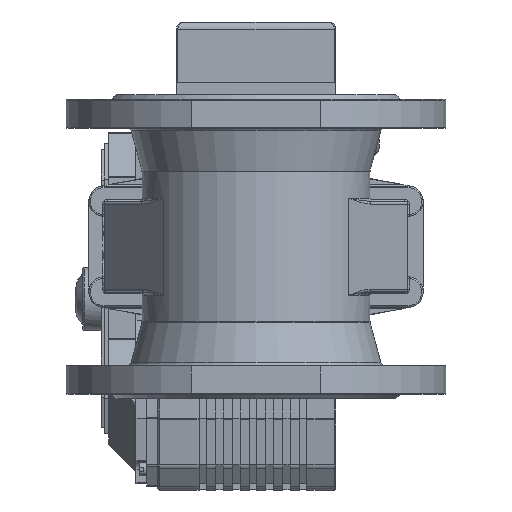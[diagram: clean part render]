
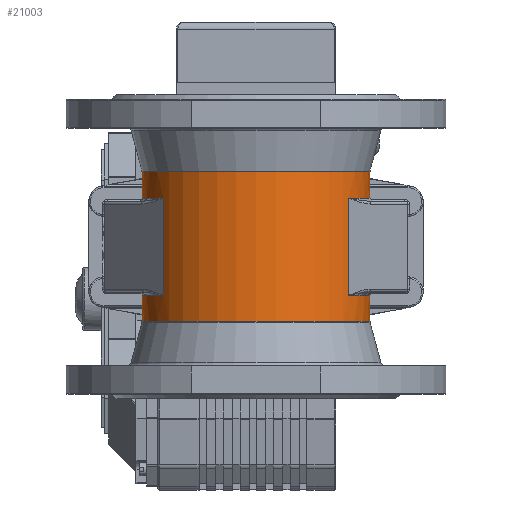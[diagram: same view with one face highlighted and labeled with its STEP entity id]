
A CAD part, front view. The second image highlights one B-rep face of the part: STEP entity #21003.
In plain terms, the highlighted cylindrical face has radius 75 mm (diameter 150 mm), a full revolution.
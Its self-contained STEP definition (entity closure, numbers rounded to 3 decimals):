
#1397=CIRCLE('',#22575,75.);
#1398=CIRCLE('',#22576,75.);
#1402=CIRCLE('',#22584,75.);
#1408=CIRCLE('',#22598,75.);
#1428=CIRCLE('',#22626,75.);
#1429=CIRCLE('',#22627,75.);
#1440=CIRCLE('',#22657,75.);
#1441=CIRCLE('',#22658,75.);
#1447=CIRCLE('',#22673,75.);
#1452=CIRCLE('',#22684,75.);
#1461=CIRCLE('',#22700,75.);
#1462=CIRCLE('',#22701,75.);
#2425=FACE_OUTER_BOUND('',#3668,.T.);
#3668=EDGE_LOOP('',(#14697,#14698,#14699,#14700,#14701,#14702,#14703,#14704,
#14705,#14706,#14707,#14708,#14709,#14710,#14711,#14712,#14713,#14714,#14715,
#14716,#14717,#14718));
#4888=LINE('',#33367,#6646);
#4890=LINE('',#33575,#6648);
#4915=LINE('',#33834,#6673);
#4919=LINE('',#33863,#6677);
#4923=LINE('',#34072,#6681);
#4927=LINE('',#34190,#6685);
#4928=LINE('',#34191,#6686);
#4929=LINE('',#34192,#6687);
#6646=VECTOR('',#25446,10.);
#6648=VECTOR('',#25468,10.);
#6673=VECTOR('',#25619,10.);
#6677=VECTOR('',#25645,10.);
#6681=VECTOR('',#25681,10.);
#6685=VECTOR('',#25729,75.);
#6686=VECTOR('',#25730,75.);
#6687=VECTOR('',#25731,10.);
#8708=VERTEX_POINT('',#33338);
#8709=VERTEX_POINT('',#33358);
#8710=VERTEX_POINT('',#33360);
#8711=VERTEX_POINT('',#33366);
#8713=VERTEX_POINT('',#33448);
#8717=VERTEX_POINT('',#33574);
#8720=VERTEX_POINT('',#33588);
#8737=VERTEX_POINT('',#33720);
#8738=VERTEX_POINT('',#33722);
#8748=VERTEX_POINT('',#33813);
#8750=VERTEX_POINT('',#33838);
#8751=VERTEX_POINT('',#33840);
#8754=VERTEX_POINT('',#33854);
#8760=VERTEX_POINT('',#33947);
#8761=VERTEX_POINT('',#34070);
#8762=VERTEX_POINT('',#34076);
#8768=VERTEX_POINT('',#34184);
#8769=VERTEX_POINT('',#34186);
#10854=EDGE_CURVE('',#8709,#8708,#1397,.T.);
#10855=EDGE_CURVE('',#8710,#8709,#1398,.T.);
#10858=EDGE_CURVE('',#8711,#8710,#4888,.T.);
#10863=EDGE_CURVE('',#8713,#8711,#1402,.T.);
#10871=EDGE_CURVE('',#8717,#8713,#4890,.T.);
#10878=EDGE_CURVE('',#8720,#8717,#1408,.T.);
#10904=EDGE_CURVE('',#8738,#8737,#1428,.T.);
#10905=EDGE_CURVE('',#8737,#8738,#1429,.T.);
#10933=EDGE_CURVE('',#8748,#8708,#4915,.T.);
#10936=EDGE_CURVE('',#8750,#8751,#1440,.T.);
#10937=EDGE_CURVE('',#8751,#8748,#1441,.T.);
#10944=EDGE_CURVE('',#8754,#8750,#4919,.T.);
#10955=EDGE_CURVE('',#8760,#8754,#1447,.T.);
#10961=EDGE_CURVE('',#8761,#8760,#4923,.T.);
#10964=EDGE_CURVE('',#8762,#8761,#1452,.T.);
#10977=EDGE_CURVE('',#8768,#8769,#1461,.T.);
#10978=EDGE_CURVE('',#8769,#8768,#1462,.T.);
#10979=EDGE_CURVE('',#8738,#8709,#4927,.T.);
#10980=EDGE_CURVE('',#8751,#8769,#4928,.T.);
#10981=EDGE_CURVE('',#8762,#8720,#4929,.T.);
#14697=ORIENTED_EDGE('',*,*,#10904,.T.);
#14698=ORIENTED_EDGE('',*,*,#10905,.T.);
#14699=ORIENTED_EDGE('',*,*,#10979,.T.);
#14700=ORIENTED_EDGE('',*,*,#10854,.T.);
#14701=ORIENTED_EDGE('',*,*,#10933,.F.);
#14702=ORIENTED_EDGE('',*,*,#10937,.F.);
#14703=ORIENTED_EDGE('',*,*,#10980,.T.);
#14704=ORIENTED_EDGE('',*,*,#10977,.F.);
#14705=ORIENTED_EDGE('',*,*,#10978,.F.);
#14706=ORIENTED_EDGE('',*,*,#10980,.F.);
#14707=ORIENTED_EDGE('',*,*,#10936,.F.);
#14708=ORIENTED_EDGE('',*,*,#10944,.F.);
#14709=ORIENTED_EDGE('',*,*,#10955,.F.);
#14710=ORIENTED_EDGE('',*,*,#10961,.F.);
#14711=ORIENTED_EDGE('',*,*,#10964,.F.);
#14712=ORIENTED_EDGE('',*,*,#10981,.T.);
#14713=ORIENTED_EDGE('',*,*,#10878,.T.);
#14714=ORIENTED_EDGE('',*,*,#10871,.T.);
#14715=ORIENTED_EDGE('',*,*,#10863,.T.);
#14716=ORIENTED_EDGE('',*,*,#10858,.T.);
#14717=ORIENTED_EDGE('',*,*,#10855,.T.);
#14718=ORIENTED_EDGE('',*,*,#10979,.F.);
#19314=CYLINDRICAL_SURFACE('',#22702,75.);
#21003=ADVANCED_FACE('',(#2425),#19314,.T.);
#22575=AXIS2_PLACEMENT_3D('',#33359,#25434,#25435);
#22576=AXIS2_PLACEMENT_3D('',#33361,#25436,#25437);
#22584=AXIS2_PLACEMENT_3D('',#33449,#25453,#25454);
#22598=AXIS2_PLACEMENT_3D('',#33589,#25486,#25487);
#22626=AXIS2_PLACEMENT_3D('',#33723,#25546,#25547);
#22627=AXIS2_PLACEMENT_3D('',#33724,#25548,#25549);
#22657=AXIS2_PLACEMENT_3D('',#33841,#25626,#25627);
#22658=AXIS2_PLACEMENT_3D('',#33842,#25628,#25629);
#22673=AXIS2_PLACEMENT_3D('',#33956,#25664,#25665);
#22684=AXIS2_PLACEMENT_3D('',#34089,#25688,#25689);
#22700=AXIS2_PLACEMENT_3D('',#34187,#25723,#25724);
#22701=AXIS2_PLACEMENT_3D('',#34188,#25725,#25726);
#22702=AXIS2_PLACEMENT_3D('',#34189,#25727,#25728);
#25434=DIRECTION('center_axis',(0.,0.,-1.));
#25435=DIRECTION('ref_axis',(0.954,0.301,0.));
#25436=DIRECTION('center_axis',(0.,0.,-1.));
#25437=DIRECTION('ref_axis',(0.954,0.301,0.));
#25446=DIRECTION('',(0.,0.,1.));
#25453=DIRECTION('center_axis',(0.,0.,-1.));
#25454=DIRECTION('ref_axis',(0.,1.,0.));
#25468=DIRECTION('',(0.,0.,-1.));
#25486=DIRECTION('center_axis',(0.,0.,-1.));
#25487=DIRECTION('ref_axis',(-0.954,0.301,0.));
#25546=DIRECTION('center_axis',(0.,0.,1.));
#25547=DIRECTION('ref_axis',(1.,0.,0.));
#25548=DIRECTION('center_axis',(0.,0.,1.));
#25549=DIRECTION('ref_axis',(1.,0.,0.));
#25619=DIRECTION('',(0.,0.,-1.));
#25626=DIRECTION('center_axis',(0.,0.,-1.));
#25627=DIRECTION('ref_axis',(0.954,0.301,0.));
#25628=DIRECTION('center_axis',(0.,0.,-1.));
#25629=DIRECTION('ref_axis',(0.954,0.301,0.));
#25645=DIRECTION('',(0.,0.,-1.));
#25664=DIRECTION('center_axis',(0.,0.,-1.));
#25665=DIRECTION('ref_axis',(0.,1.,0.));
#25681=DIRECTION('',(0.,0.,1.));
#25688=DIRECTION('center_axis',(0.,0.,-1.));
#25689=DIRECTION('ref_axis',(-0.954,0.301,0.));
#25723=DIRECTION('center_axis',(0.,0.,1.));
#25724=DIRECTION('ref_axis',(1.,0.,0.));
#25725=DIRECTION('center_axis',(0.,0.,1.));
#25726=DIRECTION('ref_axis',(1.,0.,0.));
#25727=DIRECTION('center_axis',(0.,0.,-1.));
#25728=DIRECTION('ref_axis',(-1.,0.,0.));
#25729=DIRECTION('',(0.,0.,1.));
#25730=DIRECTION('',(0.,0.,1.));
#25731=DIRECTION('',(0.,0.,-1.));
#33338=CARTESIAN_POINT('',(61.031,-43.592,-129.));
#33358=CARTESIAN_POINT('',(75.,0.,-129.));
#33359=CARTESIAN_POINT('Origin',(0.,0.,-129.));
#33360=CARTESIAN_POINT('',(26.299,70.238,-129.));
#33361=CARTESIAN_POINT('Origin',(0.,0.,-129.));
#33366=CARTESIAN_POINT('',(26.299,70.238,-136.5));
#33367=CARTESIAN_POINT('',(26.299,70.238,-175.));
#33448=CARTESIAN_POINT('',(-26.299,70.238,-136.5));
#33449=CARTESIAN_POINT('Origin',(0.,0.,-136.5));
#33574=CARTESIAN_POINT('',(-26.299,70.238,-129.));
#33575=CARTESIAN_POINT('',(-26.299,70.238,-175.));
#33588=CARTESIAN_POINT('',(-61.031,-43.592,-129.));
#33589=CARTESIAN_POINT('Origin',(0.,0.,-129.));
#33720=CARTESIAN_POINT('',(-75.,0.,-146.237));
#33722=CARTESIAN_POINT('',(75.,0.,-146.237));
#33723=CARTESIAN_POINT('Origin',(0.,0.,-146.237));
#33724=CARTESIAN_POINT('Origin',(0.,0.,-146.237));
#33813=CARTESIAN_POINT('',(61.031,-43.592,-65.));
#33834=CARTESIAN_POINT('',(61.031,-43.592,-19.));
#33838=CARTESIAN_POINT('',(26.299,70.238,-65.));
#33840=CARTESIAN_POINT('',(75.,0.,-65.));
#33841=CARTESIAN_POINT('Origin',(0.,0.,-65.));
#33842=CARTESIAN_POINT('Origin',(0.,0.,-65.));
#33854=CARTESIAN_POINT('',(26.299,70.238,-57.5));
#33863=CARTESIAN_POINT('',(26.299,70.238,-19.));
#33947=CARTESIAN_POINT('',(-26.299,70.238,-57.5));
#33956=CARTESIAN_POINT('Origin',(0.,0.,-57.5));
#34070=CARTESIAN_POINT('',(-26.299,70.238,-65.));
#34072=CARTESIAN_POINT('',(-26.299,70.238,-19.));
#34076=CARTESIAN_POINT('',(-61.031,-43.592,-65.));
#34089=CARTESIAN_POINT('Origin',(0.,0.,-65.));
#34184=CARTESIAN_POINT('',(-75.,0.,-47.763));
#34186=CARTESIAN_POINT('',(75.,0.,-47.763));
#34187=CARTESIAN_POINT('Origin',(0.,0.,-47.763));
#34188=CARTESIAN_POINT('Origin',(0.,0.,-47.763));
#34189=CARTESIAN_POINT('Origin',(0.,0.,-19.));
#34190=CARTESIAN_POINT('',(75.,0.,-19.));
#34191=CARTESIAN_POINT('',(75.,0.,-19.));
#34192=CARTESIAN_POINT('',(-61.031,-43.592,-19.));
